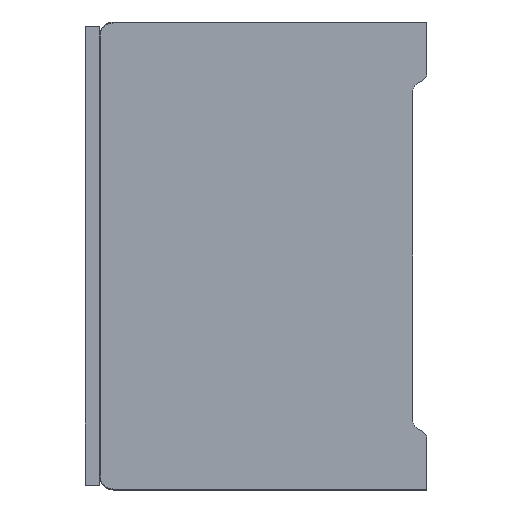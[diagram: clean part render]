
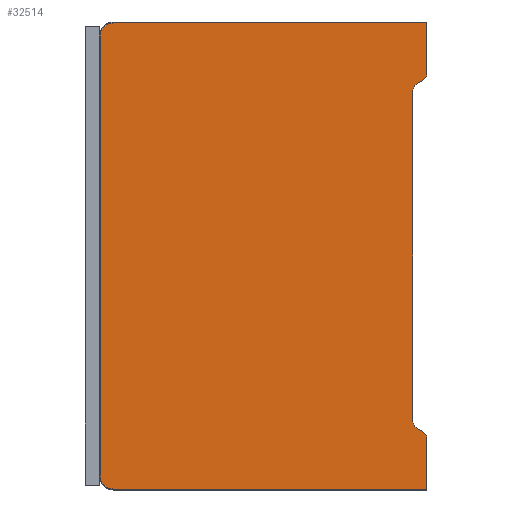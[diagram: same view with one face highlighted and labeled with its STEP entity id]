
A CAD part, left-side view. The second image highlights one B-rep face of the part: STEP entity #32514.
In plain terms, the highlighted planar face has unit normal (-1, 0, 0).
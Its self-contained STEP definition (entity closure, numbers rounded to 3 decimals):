
#5559=DIRECTION('',(0.,0.,1.));
#5560=VECTOR('',#5559,10.8);
#5561=CARTESIAN_POINT('',(0.,0.,-99.8));
#5562=LINE('',#5561,#5560);
#5599=DIRECTION('',(0.,0.,1.));
#5600=VECTOR('',#5599,70.226);
#5601=CARTESIAN_POINT('',(0.,3.,-85.113));
#5602=LINE('',#5601,#5600);
#5678=DIRECTION('',(0.,0.,1.));
#5679=VECTOR('',#5678,10.8);
#5680=CARTESIAN_POINT('',(0.,0.,-11.));
#5681=LINE('',#5680,#5679);
#5951=CARTESIAN_POINT('',(0.,67.,-97.));
#5952=DIRECTION('',(1.,0.,0.));
#5953=DIRECTION('',(0.,0.,-1.));
#5954=AXIS2_PLACEMENT_3D('',#5951,#5952,#5953);
#5956=CARTESIAN_POINT('',(0.,67.,-3.));
#5957=DIRECTION('',(1.,0.,0.));
#5958=DIRECTION('',(0.,1.,0.));
#5959=AXIS2_PLACEMENT_3D('',#5956,#5957,#5958);
#5961=CARTESIAN_POINT('',(0.,1.732,-11.));
#5962=DIRECTION('',(1.,0.,0.));
#5963=DIRECTION('',(0.,-1.,0.));
#5964=AXIS2_PLACEMENT_3D('',#5961,#5962,#5963);
#5966=DIRECTION('',(0.,0.866,-0.5));
#5967=VECTOR('',#5966,1.309);
#5968=CARTESIAN_POINT('',(0.,0.866,-12.5));
#5969=LINE('',#5968,#5967);
#5970=CARTESIAN_POINT('',(0.,1.,-14.887));
#5971=DIRECTION('',(-1.,0.,0.));
#5972=DIRECTION('',(0.,0.5,0.866));
#5973=AXIS2_PLACEMENT_3D('',#5970,#5971,#5972);
#5975=CARTESIAN_POINT('',(0.,1.,-85.113));
#5976=DIRECTION('',(-1.,0.,0.));
#5977=DIRECTION('',(0.,1.,0.));
#5978=AXIS2_PLACEMENT_3D('',#5975,#5976,#5977);
#5980=DIRECTION('',(0.,-0.866,-0.5));
#5981=VECTOR('',#5980,1.309);
#5982=CARTESIAN_POINT('',(0.,2.,-86.845));
#5983=LINE('',#5982,#5981);
#5984=CARTESIAN_POINT('',(0.,1.732,-89.));
#5985=DIRECTION('',(1.,0.,0.));
#5986=DIRECTION('',(0.,-0.5,0.866));
#5987=AXIS2_PLACEMENT_3D('',#5984,#5985,#5986);
#5993=DIRECTION('',(0.,-1.,0.));
#5994=VECTOR('',#5993,67.);
#5995=CARTESIAN_POINT('',(0.,67.,
-99.8));
#5996=LINE('',#5995,#5994);
#5997=DIRECTION('',(0.,0.,-1.));
#5998=VECTOR('',#5997,94.);
#5999=CARTESIAN_POINT('',(0.,69.8,
-3.));
#6000=LINE('',#5999,#5998);
#6020=DIRECTION('',(0.,1.,0.));
#6021=VECTOR('',#6020,67.);
#6022=CARTESIAN_POINT('',(0.,0.,-0.2));
#6023=LINE('',#6022,#6021);
#22164=CARTESIAN_POINT('',(0.,0.,-89.));
#22166=VERTEX_POINT('',#22164);
#22171=CARTESIAN_POINT('',(0.,0.,-99.8));
#22172=VERTEX_POINT('',#22171);
#22173=CARTESIAN_POINT('',(0.,0.866,-87.5));
#22175=VERTEX_POINT('',#22173);
#22180=CARTESIAN_POINT('',(0.,2.,
-86.845));
#22182=VERTEX_POINT('',#22180);
#22185=CARTESIAN_POINT('',(0.,3.,-85.113));
#22187=VERTEX_POINT('',#22185);
#22192=CARTESIAN_POINT('',(0.,3.,-14.887));
#22194=VERTEX_POINT('',#22192);
#22209=CARTESIAN_POINT('',(0.,2.,-13.155));
#22211=VERTEX_POINT('',#22209);
#22216=CARTESIAN_POINT('',(0.,0.866,-12.5));
#22218=VERTEX_POINT('',#22216);
#22221=CARTESIAN_POINT('',(0.,0.,-11.));
#22223=VERTEX_POINT('',#22221);
#22233=CARTESIAN_POINT('',(0.,0.,-0.2));
#22234=VERTEX_POINT('',#22233);
#23314=CARTESIAN_POINT('',(0.,69.8,
-3.));
#23315=CARTESIAN_POINT('',(0.,67.,
-0.2));
#23316=VERTEX_POINT('',#23314);
#23317=VERTEX_POINT('',#23315);
#23318=CARTESIAN_POINT('',(0.,67.,
-99.8));
#23319=VERTEX_POINT('',#23318);
#23320=CARTESIAN_POINT('',(0.,69.8,
-97.));
#23321=VERTEX_POINT('',#23320);
#32489=CARTESIAN_POINT('',(0.,34.9,-50.));
#32490=DIRECTION('',(1.,0.,0.));
#32491=DIRECTION('',(0.,0.,1.));
#32492=AXIS2_PLACEMENT_3D('',#32489,#32490,#32491);
#32493=PLANE('',#32492);
#32495=ORIENTED_EDGE('',*,*,#32494,.F.);
#32496=ORIENTED_EDGE('',*,*,#32479,.T.);
#32498=ORIENTED_EDGE('',*,*,#32497,.F.);
#32500=ORIENTED_EDGE('',*,*,#32499,.T.);
#32502=ORIENTED_EDGE('',*,*,#32501,.F.);
#32503=ORIENTED_EDGE('',*,*,#32166,.F.);
#32504=ORIENTED_EDGE('',*,*,#32149,.T.);
#32505=ORIENTED_EDGE('',*,*,#32131,.T.);
#32506=ORIENTED_EDGE('',*,*,#32113,.T.);
#32507=ORIENTED_EDGE('',*,*,#32077,.F.);
#32508=ORIENTED_EDGE('',*,*,#32059,.T.);
#32509=ORIENTED_EDGE('',*,*,#32041,.T.);
#32510=ORIENTED_EDGE('',*,*,#32023,.T.);
#32511=ORIENTED_EDGE('',*,*,#32005,.F.);
#32512=EDGE_LOOP('',(#32495,#32496,#32498,#32500,#32502,#32503,#32504,#32505,
#32506,#32507,#32508,#32509,#32510,#32511));
#32513=FACE_OUTER_BOUND('',#32512,.F.);
#5955=CIRCLE('',#5954,2.8);
#5960=CIRCLE('',#5959,2.8);
#5965=CIRCLE('',#5964,1.732);
#5974=CIRCLE('',#5973,2.);
#5979=CIRCLE('',#5978,2.);
#5988=CIRCLE('',#5987,1.732);
#32005=EDGE_CURVE('',#22172,#22166,#5562,.T.);
#32023=EDGE_CURVE('',#22175,#22166,#5988,.T.);
#32041=EDGE_CURVE('',#22182,#22175,#5983,.T.);
#32059=EDGE_CURVE('',#22187,#22182,#5979,.T.);
#32077=EDGE_CURVE('',#22187,#22194,#5602,.T.);
#32113=EDGE_CURVE('',#22211,#22194,#5974,.T.);
#32131=EDGE_CURVE('',#22218,#22211,#5969,.T.);
#32149=EDGE_CURVE('',#22223,#22218,#5965,.T.);
#32166=EDGE_CURVE('',#22223,#22234,#5681,.T.);
#32479=EDGE_CURVE('',#23319,#23321,#5955,.T.);
#32494=EDGE_CURVE('',#23319,#22172,#5996,.T.);
#32497=EDGE_CURVE('',#23316,#23321,#6000,.T.);
#32499=EDGE_CURVE('',#23316,#23317,#5960,.T.);
#32501=EDGE_CURVE('',#22234,#23317,#6023,.T.);
#32514=ADVANCED_FACE('',(#32513),#32493,.F.);
